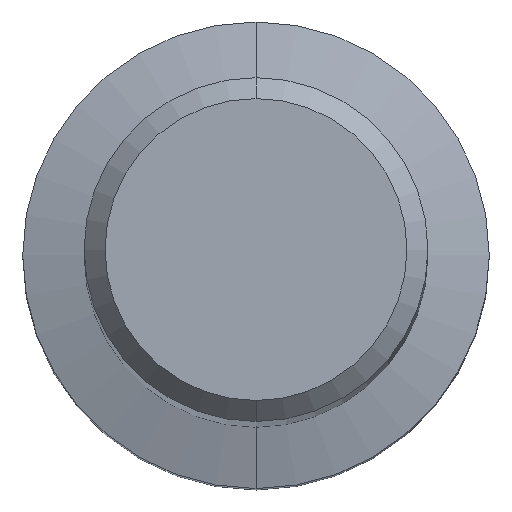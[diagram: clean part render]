
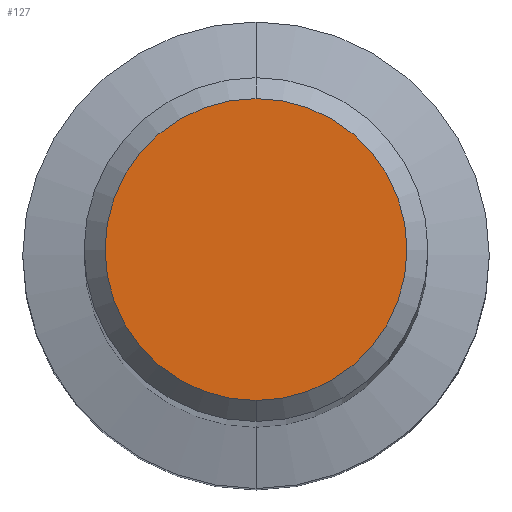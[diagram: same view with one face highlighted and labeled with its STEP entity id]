
A CAD part, top view. The second image highlights one B-rep face of the part: STEP entity #127.
In plain terms, the highlighted planar face has unit normal (0, 0, 1).
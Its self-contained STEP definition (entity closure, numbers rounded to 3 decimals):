
#127=ADVANCED_FACE('',(#326),#327,.T.);
#139=EDGE_CURVE('',#271,#275,#341,.T.);
#165=EDGE_CURVE('',#275,#271,#371,.T.);
#271=VERTEX_POINT('',#491);
#275=VERTEX_POINT('',#495);
#326=FACE_OUTER_BOUND('',#540,.T.);
#327=PLANE('',#541);
#341=CIRCLE('',#560,3.6);
#371=CIRCLE('',#595,3.6);
#491=CARTESIAN_POINT('',(0.,-3.6,0.0));
#495=CARTESIAN_POINT('',(0.0,3.6,0.0));
#540=EDGE_LOOP('',(#801,#802));
#541=AXIS2_PLACEMENT_3D('',#803,#804,#805);
#560=AXIS2_PLACEMENT_3D('',#829,#830,#831);
#595=AXIS2_PLACEMENT_3D('',#869,#870,#871);
#801=ORIENTED_EDGE('',*,*,#165,.F.);
#802=ORIENTED_EDGE('',*,*,#139,.F.);
#803=CARTESIAN_POINT('',(0.0,1.8,0.0));
#804=DIRECTION('',(-0.0,0.0,1.0));
#805=DIRECTION('',(0.0,-1.0,0.0));
#829=CARTESIAN_POINT('',(0.0,0.0,0.0));
#830=DIRECTION('',(0.0,0.0,-1.0));
#831=DIRECTION('',(0.0,1.0,0.0));
#869=CARTESIAN_POINT('',(0.0,0.0,0.0));
#870=DIRECTION('',(0.0,0.0,-1.0));
#871=DIRECTION('',(0.0,1.0,0.0));
